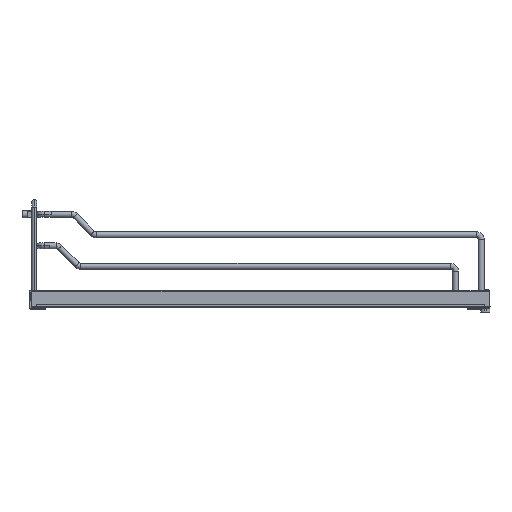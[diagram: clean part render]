
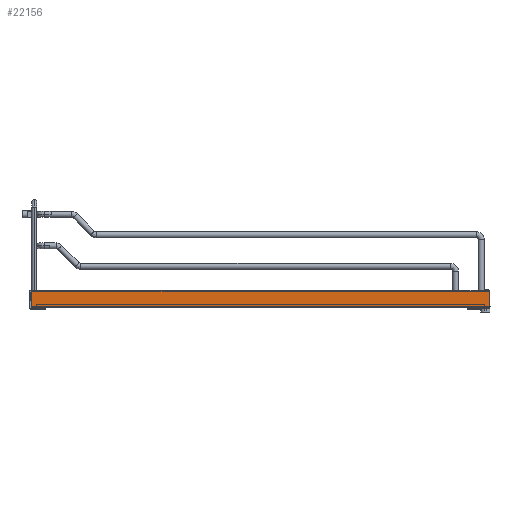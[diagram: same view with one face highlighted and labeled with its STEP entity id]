
A CAD part, left-side view. The second image highlights one B-rep face of the part: STEP entity #22156.
In plain terms, the highlighted planar face has unit normal (-1, 0, 0).
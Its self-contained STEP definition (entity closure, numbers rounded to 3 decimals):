
#973=PLANE('',#24014);
#2104=FACE_OUTER_BOUND('',#3384,.T.);
#3384=EDGE_LOOP('',(#17726,#17727,#17728,#17729,#17730,#17731,#17732,#17733,
#17734,#17735,#17736,#17737,#17738,#17739,#17740,#17741,#17742,#17743,#17744,
#17745,#17746,#17747));
#4467=CIRCLE('',#23805,0.5);
#4469=CIRCLE('',#23809,0.5);
#4471=CIRCLE('',#23815,0.5);
#4473=CIRCLE('',#23820,0.5);
#5551=LINE('',#48600,#7476);
#5554=LINE('',#48610,#7479);
#5558=LINE('',#48622,#7483);
#5561=LINE('',#48628,#7486);
#5567=LINE('',#48717,#7492);
#5574=LINE('',#48835,#7499);
#5577=LINE('',#48841,#7502);
#5581=LINE('',#48852,#7506);
#5835=LINE('',#50795,#7760);
#5890=LINE('',#51233,#7815);
#5891=LINE('',#51235,#7816);
#5892=LINE('',#51237,#7817);
#5893=LINE('',#51239,#7818);
#5894=LINE('',#51241,#7819);
#5895=LINE('',#51242,#7820);
#5896=LINE('',#51244,#7821);
#5897=LINE('',#51246,#7822);
#5898=LINE('',#51247,#7823);
#7476=VECTOR('',#27843,1.);
#7479=VECTOR('',#27854,1.);
#7483=VECTOR('',#27866,1.);
#7486=VECTOR('',#27871,1.);
#7492=VECTOR('',#27879,1.);
#7499=VECTOR('',#27894,1.);
#7502=VECTOR('',#27899,1.);
#7506=VECTOR('',#27911,1.);
#7760=VECTOR('',#28511,1.);
#7815=VECTOR('',#28604,1.);
#7816=VECTOR('',#28605,1.);
#7817=VECTOR('',#28606,1.);
#7818=VECTOR('',#28607,1.);
#7819=VECTOR('',#28608,1.);
#7820=VECTOR('',#28609,1.);
#7821=VECTOR('',#28610,1.);
#7822=VECTOR('',#28611,1.);
#7823=VECTOR('',#28612,1.);
#9546=VERTEX_POINT('',#48597);
#9547=VERTEX_POINT('',#48599);
#9548=VERTEX_POINT('',#48603);
#9550=VERTEX_POINT('',#48609);
#9552=VERTEX_POINT('',#48615);
#9554=VERTEX_POINT('',#48621);
#9556=VERTEX_POINT('',#48627);
#9561=VERTEX_POINT('',#48713);
#9563=VERTEX_POINT('',#48716);
#9566=VERTEX_POINT('',#48724);
#9569=VERTEX_POINT('',#48793);
#9573=VERTEX_POINT('',#48834);
#9575=VERTEX_POINT('',#48840);
#9577=VERTEX_POINT('',#48846);
#9826=VERTEX_POINT('',#51231);
#9827=VERTEX_POINT('',#51232);
#9828=VERTEX_POINT('',#51234);
#9829=VERTEX_POINT('',#51236);
#9830=VERTEX_POINT('',#51238);
#9831=VERTEX_POINT('',#51240);
#9832=VERTEX_POINT('',#51243);
#9833=VERTEX_POINT('',#51245);
#12074=EDGE_CURVE('',#9547,#9546,#5551,.T.);
#12076=EDGE_CURVE('',#9546,#9548,#4467,.T.);
#12079=EDGE_CURVE('',#9548,#9550,#5554,.T.);
#12082=EDGE_CURVE('',#9550,#9552,#4469,.T.);
#12085=EDGE_CURVE('',#9552,#9554,#5558,.T.);
#12088=EDGE_CURVE('',#9554,#9556,#5561,.T.);
#12096=EDGE_CURVE('',#9563,#9561,#5567,.T.);
#12100=EDGE_CURVE('',#9566,#9563,#4471,.T.);
#12108=EDGE_CURVE('',#9573,#9566,#5574,.T.);
#12111=EDGE_CURVE('',#9569,#9575,#5577,.T.);
#12114=EDGE_CURVE('',#9577,#9573,#4473,.T.);
#12117=EDGE_CURVE('',#9575,#9577,#5581,.T.);
#12462=EDGE_CURVE('',#9561,#9547,#5835,.T.);
#12529=EDGE_CURVE('',#9826,#9827,#5890,.T.);
#12530=EDGE_CURVE('',#9828,#9827,#5891,.T.);
#12531=EDGE_CURVE('',#9828,#9829,#5892,.T.);
#12532=EDGE_CURVE('',#9829,#9830,#5893,.T.);
#12533=EDGE_CURVE('',#9830,#9831,#5894,.T.);
#12534=EDGE_CURVE('',#9831,#9569,#5895,.T.);
#12535=EDGE_CURVE('',#9556,#9832,#5896,.T.);
#12536=EDGE_CURVE('',#9832,#9833,#5897,.T.);
#12537=EDGE_CURVE('',#9833,#9826,#5898,.T.);
#17726=ORIENTED_EDGE('',*,*,#12529,.T.);
#17727=ORIENTED_EDGE('',*,*,#12530,.F.);
#17728=ORIENTED_EDGE('',*,*,#12531,.T.);
#17729=ORIENTED_EDGE('',*,*,#12532,.T.);
#17730=ORIENTED_EDGE('',*,*,#12533,.T.);
#17731=ORIENTED_EDGE('',*,*,#12534,.T.);
#17732=ORIENTED_EDGE('',*,*,#12111,.T.);
#17733=ORIENTED_EDGE('',*,*,#12117,.T.);
#17734=ORIENTED_EDGE('',*,*,#12114,.T.);
#17735=ORIENTED_EDGE('',*,*,#12108,.T.);
#17736=ORIENTED_EDGE('',*,*,#12100,.T.);
#17737=ORIENTED_EDGE('',*,*,#12096,.T.);
#17738=ORIENTED_EDGE('',*,*,#12462,.T.);
#17739=ORIENTED_EDGE('',*,*,#12074,.T.);
#17740=ORIENTED_EDGE('',*,*,#12076,.T.);
#17741=ORIENTED_EDGE('',*,*,#12079,.T.);
#17742=ORIENTED_EDGE('',*,*,#12082,.T.);
#17743=ORIENTED_EDGE('',*,*,#12085,.T.);
#17744=ORIENTED_EDGE('',*,*,#12088,.T.);
#17745=ORIENTED_EDGE('',*,*,#12535,.T.);
#17746=ORIENTED_EDGE('',*,*,#12536,.T.);
#17747=ORIENTED_EDGE('',*,*,#12537,.T.);
#22156=ADVANCED_FACE('',(#2104),#973,.F.);
#23805=AXIS2_PLACEMENT_3D('',#48604,#27847,#27848);
#23809=AXIS2_PLACEMENT_3D('',#48616,#27859,#27860);
#23815=AXIS2_PLACEMENT_3D('',#48725,#27885,#27886);
#23820=AXIS2_PLACEMENT_3D('',#48847,#27904,#27905);
#24014=AXIS2_PLACEMENT_3D('',#51230,#28602,#28603);
#27843=DIRECTION('',(0.,-0.707,0.707));
#27847=DIRECTION('center_axis',(1.,0.,0.));
#27848=DIRECTION('ref_axis',(0.,0.707,0.707));
#27854=DIRECTION('',(0.,-1.,0.));
#27859=DIRECTION('center_axis',(-1.,0.,0.));
#27860=DIRECTION('ref_axis',(0.,0.,-1.));
#27866=DIRECTION('',(0.,-0.174,0.985));
#27871=DIRECTION('',(0.,-0.278,0.96));
#27879=DIRECTION('',(0.,-0.707,-0.707));
#27885=DIRECTION('center_axis',(1.,0.,0.));
#27886=DIRECTION('ref_axis',(0.,0.,1.));
#27894=DIRECTION('',(0.,-1.,0.));
#27899=DIRECTION('',(0.,-0.278,-0.96));
#27904=DIRECTION('center_axis',(-1.,0.,0.));
#27905=DIRECTION('ref_axis',(0.,0.985,-0.174));
#27911=DIRECTION('',(0.,-0.174,-0.985));
#28511=DIRECTION('',(0.,-1.,0.));
#28602=DIRECTION('center_axis',(1.,0.,0.));
#28603=DIRECTION('ref_axis',(0.,0.,1.));
#28604=DIRECTION('',(0.,0.133,0.991));
#28605=DIRECTION('',(0.,-1.,0.));
#28606=DIRECTION('',(0.,0.133,-0.991));
#28607=DIRECTION('',(0.,0.13,-0.991));
#28608=DIRECTION('',(0.,0.257,-0.966));
#28609=DIRECTION('',(0.,0.,-1.));
#28610=DIRECTION('',(0.,0.,1.));
#28611=DIRECTION('',(0.,0.257,0.966));
#28612=DIRECTION('',(0.,0.13,0.991));
#48597=CARTESIAN_POINT('',(-174.994,11.725,98.7));
#48599=CARTESIAN_POINT('',(-174.994,11.821,98.604));
#48600=CARTESIAN_POINT('',(-174.994,11.821,98.604));
#48603=CARTESIAN_POINT('',(-174.994,11.371,98.847));
#48604=CARTESIAN_POINT('Origin',(-174.994,11.371,98.347));
#48609=CARTESIAN_POINT('',(-174.994,10.772,98.847));
#48610=CARTESIAN_POINT('',(-174.994,11.371,98.847));
#48615=CARTESIAN_POINT('',(-174.994,10.28,99.26));
#48616=CARTESIAN_POINT('Origin',(-174.994,10.772,99.347));
#48621=CARTESIAN_POINT('',(-174.994,10.269,99.323));
#48622=CARTESIAN_POINT('',(-174.994,10.28,99.26));
#48627=CARTESIAN_POINT('',(-174.994,10.26,99.354));
#48628=CARTESIAN_POINT('',(-174.994,10.269,99.323));
#48713=CARTESIAN_POINT('',(-174.994,458.179,98.604));
#48716=CARTESIAN_POINT('',(-174.994,458.275,98.7));
#48717=CARTESIAN_POINT('',(-174.994,458.275,98.7));
#48724=CARTESIAN_POINT('',(-174.994,458.629,98.847));
#48725=CARTESIAN_POINT('Origin',(-174.994,458.629,98.347));
#48793=CARTESIAN_POINT('',(-174.994,459.74,99.354));
#48834=CARTESIAN_POINT('',(-174.994,459.228,98.847));
#48835=CARTESIAN_POINT('',(-174.994,459.228,98.847));
#48840=CARTESIAN_POINT('',(-174.994,459.731,99.323));
#48841=CARTESIAN_POINT('',(-174.994,459.74,99.354));
#48846=CARTESIAN_POINT('',(-174.994,459.72,99.26));
#48847=CARTESIAN_POINT('Origin',(-174.994,459.228,99.347));
#48852=CARTESIAN_POINT('',(-174.994,459.731,99.323));
#50795=CARTESIAN_POINT('',(-174.994,458.179,98.604));
#51230=CARTESIAN_POINT('Origin',(-174.994,459.749,98.604));
#51231=CARTESIAN_POINT('',(-174.994,10.3,113.768));
#51232=CARTESIAN_POINT('',(-174.994,10.302,113.778));
#51233=CARTESIAN_POINT('',(-174.994,10.3,113.768));
#51234=CARTESIAN_POINT('',(-174.994,459.698,113.778));
#51235=CARTESIAN_POINT('',(-174.994,459.698,113.778));
#51236=CARTESIAN_POINT('',(-174.994,459.7,113.768));
#51237=CARTESIAN_POINT('',(-174.994,459.698,113.778));
#51238=CARTESIAN_POINT('',(-174.994,459.73,113.537));
#51239=CARTESIAN_POINT('',(-174.994,459.7,113.768));
#51240=CARTESIAN_POINT('',(-174.994,459.74,113.5));
#51241=CARTESIAN_POINT('',(-174.994,459.73,113.537));
#51242=CARTESIAN_POINT('',(-174.994,459.74,113.5));
#51243=CARTESIAN_POINT('',(-174.994,10.26,113.5));
#51244=CARTESIAN_POINT('',(-174.994,10.26,99.354));
#51245=CARTESIAN_POINT('',(-174.994,10.27,113.537));
#51246=CARTESIAN_POINT('',(-174.994,10.26,113.5));
#51247=CARTESIAN_POINT('',(-174.994,10.27,113.537));
